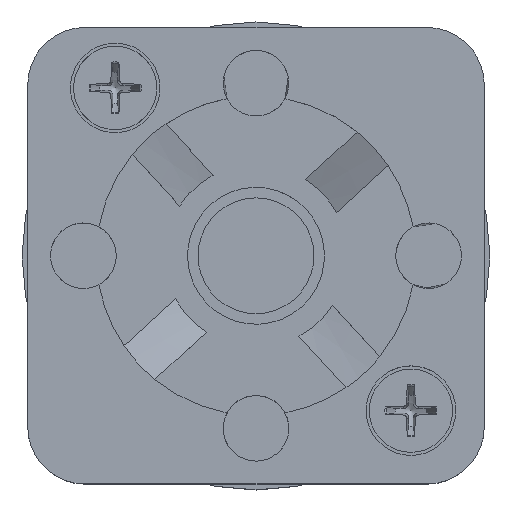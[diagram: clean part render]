
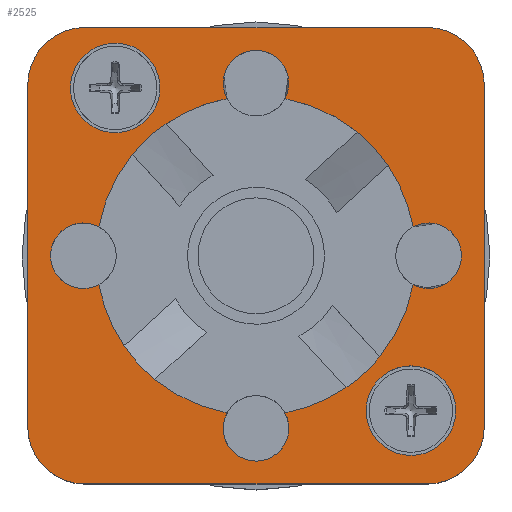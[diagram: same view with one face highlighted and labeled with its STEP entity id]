
A CAD part, top view. The second image highlights one B-rep face of the part: STEP entity #2525.
In plain terms, the highlighted planar face has unit normal (0, 0, 1).
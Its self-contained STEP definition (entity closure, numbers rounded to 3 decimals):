
#2060=CARTESIAN_POINT('',(-15.849,9.905,9.5));
#2061=VERTEX_POINT('',#2060);
#2062=CARTESIAN_POINT('',(-16.191,5.995,9.5));
#2063=DIRECTION('',(0.0,0.0,-1.0));
#2064=DIRECTION('',(0.087,0.996,0.0));
#2065=AXIS2_PLACEMENT_3D('',#2062,#2063,#2064);
#2066=CIRCLE('',#2065,3.925);
#2067=EDGE_CURVE('',#2061,#2061,#2066,.T.);
#2211=CARTESIAN_POINT('',(13.647,-22.289,9.5));
#2212=VERTEX_POINT('',#2211);
#2213=CARTESIAN_POINT('',(9.722,-22.289,9.5));
#2214=DIRECTION('',(0.0,0.0,-1.0));
#2215=DIRECTION('',(1.0,0.0,0.0));
#2216=AXIS2_PLACEMENT_3D('',#2213,#2214,#2215);
#2217=CIRCLE('',#2216,3.925);
#2218=EDGE_CURVE('',#2212,#2212,#2217,.T.);
#2253=CARTESIAN_POINT('',(-1.319,-22.482,9.5));
#2254=VERTEX_POINT('',#2253);
#2270=CARTESIAN_POINT('',(-6.388,-22.482,9.5));
#2271=VERTEX_POINT('',#2270);
#2278=CARTESIAN_POINT('',(-3.853,-23.839,9.5));
#2279=DIRECTION('',(0.0,0.0,-1.0));
#2280=DIRECTION('',(1.0,0.0,0.0));
#2281=AXIS2_PLACEMENT_3D('',#2278,#2279,#2280);
#2282=CIRCLE('',#2281,2.875);
#2283=EDGE_CURVE('',#2254,#2271,#2282,.T.);
#2308=CARTESIAN_POINT('',(-3.853,-8.714,9.5));
#2309=DIRECTION('',(0.0,0.0,1.0));
#2310=DIRECTION('',(1.0,0.0,0.0));
#2311=AXIS2_PLACEMENT_3D('',#2308,#2309,#2310);
#2312=PLANE('',#2311);
#2313=CARTESIAN_POINT('',(-18.853,11.286,9.5));
#2314=VERTEX_POINT('',#2313);
#2315=CARTESIAN_POINT('',(11.147,11.286,9.5));
#2316=VERTEX_POINT('',#2315);
#2317=CARTESIAN_POINT('',(-18.853,11.286,9.5));
#2318=DIRECTION('',(1.0,0.0,0.0));
#2319=VECTOR('',#2318,30.0);
#2320=LINE('',#2317,#2319);
#2321=EDGE_CURVE('',#2314,#2316,#2320,.T.);
#2322=ORIENTED_EDGE('',*,*,#2321,.F.);
#2323=CARTESIAN_POINT('',(-23.853,6.286,9.5));
#2324=VERTEX_POINT('',#2323);
#2325=CARTESIAN_POINT('',(-18.853,6.286,9.5));
#2326=DIRECTION('',(0.0,0.0,-1.0));
#2327=DIRECTION('',(0.0,1.0,0.0));
#2328=AXIS2_PLACEMENT_3D('',#2325,#2326,#2327);
#2329=CIRCLE('',#2328,5.);
#2330=EDGE_CURVE('',#2324,#2314,#2329,.T.);
#2331=ORIENTED_EDGE('',*,*,#2330,.F.);
#2332=CARTESIAN_POINT('',(-23.853,-23.714,9.5));
#2333=VERTEX_POINT('',#2332);
#2334=CARTESIAN_POINT('',(-23.853,-23.714,9.5));
#2335=DIRECTION('',(0.0,1.0,0.0));
#2336=VECTOR('',#2335,30.);
#2337=LINE('',#2334,#2336);
#2338=EDGE_CURVE('',#2333,#2324,#2337,.T.);
#2339=ORIENTED_EDGE('',*,*,#2338,.F.);
#2340=CARTESIAN_POINT('',(-18.853,-28.714,9.5));
#2341=VERTEX_POINT('',#2340);
#2342=CARTESIAN_POINT('',(-18.853,-23.714,9.5));
#2343=DIRECTION('',(0.0,0.0,-1.0));
#2344=DIRECTION('',(-1.0,0.0,0.0));
#2345=AXIS2_PLACEMENT_3D('',#2342,#2343,#2344);
#2346=CIRCLE('',#2345,5.);
#2347=EDGE_CURVE('',#2341,#2333,#2346,.T.);
#2348=ORIENTED_EDGE('',*,*,#2347,.F.);
#2349=CARTESIAN_POINT('',(11.147,-28.714,9.5));
#2350=VERTEX_POINT('',#2349);
#2351=CARTESIAN_POINT('',(11.147,-28.714,9.5));
#2352=DIRECTION('',(-1.0,0.0,0.0));
#2353=VECTOR('',#2352,30.);
#2354=LINE('',#2351,#2353);
#2355=EDGE_CURVE('',#2350,#2341,#2354,.T.);
#2356=ORIENTED_EDGE('',*,*,#2355,.F.);
#2357=CARTESIAN_POINT('',(16.147,-23.714,9.5));
#2358=VERTEX_POINT('',#2357);
#2359=CARTESIAN_POINT('',(11.147,-23.714,9.5));
#2360=DIRECTION('',(0.0,0.0,-1.0));
#2361=DIRECTION('',(0.0,-1.0,0.0));
#2362=AXIS2_PLACEMENT_3D('',#2359,#2360,#2361);
#2363=CIRCLE('',#2362,5.);
#2364=EDGE_CURVE('',#2358,#2350,#2363,.T.);
#2365=ORIENTED_EDGE('',*,*,#2364,.F.);
#2366=CARTESIAN_POINT('',(16.147,6.286,9.5));
#2367=VERTEX_POINT('',#2366);
#2368=CARTESIAN_POINT('',(16.147,6.286,9.5));
#2369=DIRECTION('',(0.0,-1.0,0.0));
#2370=VECTOR('',#2369,30.);
#2371=LINE('',#2368,#2370);
#2372=EDGE_CURVE('',#2367,#2358,#2371,.T.);
#2373=ORIENTED_EDGE('',*,*,#2372,.F.);
#2374=CARTESIAN_POINT('',(11.147,6.286,9.5));
#2375=DIRECTION('',(0.0,0.0,-1.0));
#2376=DIRECTION('',(1.0,0.0,0.0));
#2377=AXIS2_PLACEMENT_3D('',#2374,#2375,#2376);
#2378=CIRCLE('',#2377,5.);
#2379=EDGE_CURVE('',#2316,#2367,#2378,.T.);
#2380=ORIENTED_EDGE('',*,*,#2379,.F.);
#2381=EDGE_LOOP('',(#2322,#2331,#2339,#2348,#2356,#2365,#2373,#2380));
#2382=FACE_OUTER_BOUND('',#2381,.T.);
#2383=ORIENTED_EDGE('',*,*,#2067,.T.);
#2384=EDGE_LOOP('',(#2383));
#2385=FACE_BOUND('',#2384,.T.);
#2386=ORIENTED_EDGE('',*,*,#2218,.T.);
#2387=EDGE_LOOP('',(#2386));
#2388=FACE_BOUND('',#2387,.T.);
#2389=ORIENTED_EDGE('',*,*,#2283,.T.);
#2390=CARTESIAN_POINT('',(-12.719,-19.549,9.5));
#2391=VERTEX_POINT('',#2390);
#2392=CARTESIAN_POINT('',(-3.853,-8.714,9.5));
#2393=DIRECTION('',(0.0,0.0,-1.0));
#2394=DIRECTION('',(0.0,1.0,0.0));
#2395=AXIS2_PLACEMENT_3D('',#2392,#2393,#2394);
#2396=CIRCLE('',#2395,14.0);
#2397=EDGE_CURVE('',#2271,#2391,#2396,.T.);
#2398=ORIENTED_EDGE('',*,*,#2397,.T.);
#2399=CARTESIAN_POINT('',(-15.421,-16.599,9.5));
#2400=VERTEX_POINT('',#2399);
#2401=CARTESIAN_POINT('',(-3.853,-8.714,9.5));
#2402=DIRECTION('',(0.0,0.0,-1.0));
#2403=DIRECTION('',(0.0,1.0,0.0));
#2404=AXIS2_PLACEMENT_3D('',#2401,#2402,#2403);
#2405=CIRCLE('',#2404,14.0);
#2406=EDGE_CURVE('',#2391,#2400,#2405,.T.);
#2407=ORIENTED_EDGE('',*,*,#2406,.T.);
#2408=CARTESIAN_POINT('',(-17.622,-11.248,9.5));
#2409=VERTEX_POINT('',#2408);
#2410=CARTESIAN_POINT('',(-3.853,-8.714,9.5));
#2411=DIRECTION('',(0.0,0.0,-1.0));
#2412=DIRECTION('',(0.0,1.0,0.0));
#2413=AXIS2_PLACEMENT_3D('',#2410,#2411,#2412);
#2414=CIRCLE('',#2413,14.0);
#2415=EDGE_CURVE('',#2400,#2409,#2414,.T.);
#2416=ORIENTED_EDGE('',*,*,#2415,.T.);
#2417=CARTESIAN_POINT('',(-17.622,-6.179,9.5));
#2418=VERTEX_POINT('',#2417);
#2419=CARTESIAN_POINT('',(-18.978,-8.714,9.5));
#2420=DIRECTION('',(0.0,0.0,-1.0));
#2421=DIRECTION('',(-1.0,0.0,0.0));
#2422=AXIS2_PLACEMENT_3D('',#2419,#2420,#2421);
#2423=CIRCLE('',#2422,2.875);
#2424=EDGE_CURVE('',#2409,#2418,#2423,.T.);
#2425=ORIENTED_EDGE('',*,*,#2424,.T.);
#2426=CARTESIAN_POINT('',(-14.689,0.152,9.5));
#2427=VERTEX_POINT('',#2426);
#2428=CARTESIAN_POINT('',(-3.853,-8.714,9.5));
#2429=DIRECTION('',(0.0,0.0,-1.0));
#2430=DIRECTION('',(0.0,1.0,0.0));
#2431=AXIS2_PLACEMENT_3D('',#2428,#2429,#2430);
#2432=CIRCLE('',#2431,14.0);
#2433=EDGE_CURVE('',#2418,#2427,#2432,.T.);
#2434=ORIENTED_EDGE('',*,*,#2433,.T.);
#2435=CARTESIAN_POINT('',(-11.739,2.854,9.5));
#2436=VERTEX_POINT('',#2435);
#2437=CARTESIAN_POINT('',(-3.853,-8.714,9.5));
#2438=DIRECTION('',(0.0,0.0,-1.0));
#2439=DIRECTION('',(0.0,1.0,0.0));
#2440=AXIS2_PLACEMENT_3D('',#2437,#2438,#2439);
#2441=CIRCLE('',#2440,14.0);
#2442=EDGE_CURVE('',#2427,#2436,#2441,.T.);
#2443=ORIENTED_EDGE('',*,*,#2442,.T.);
#2444=CARTESIAN_POINT('',(-6.388,5.055,9.5));
#2445=VERTEX_POINT('',#2444);
#2446=CARTESIAN_POINT('',(-3.853,-8.714,9.5));
#2447=DIRECTION('',(0.0,0.0,-1.0));
#2448=DIRECTION('',(0.0,1.0,0.0));
#2449=AXIS2_PLACEMENT_3D('',#2446,#2447,#2448);
#2450=CIRCLE('',#2449,14.0);
#2451=EDGE_CURVE('',#2436,#2445,#2450,.T.);
#2452=ORIENTED_EDGE('',*,*,#2451,.T.);
#2453=CARTESIAN_POINT('',(-1.319,5.055,9.5));
#2454=VERTEX_POINT('',#2453);
#2455=CARTESIAN_POINT('',(-3.853,6.411,9.5));
#2456=DIRECTION('',(0.0,0.0,-1.0));
#2457=DIRECTION('',(1.0,0.0,0.0));
#2458=AXIS2_PLACEMENT_3D('',#2455,#2456,#2457);
#2459=CIRCLE('',#2458,2.875);
#2460=EDGE_CURVE('',#2445,#2454,#2459,.T.);
#2461=ORIENTED_EDGE('',*,*,#2460,.T.);
#2462=CARTESIAN_POINT('',(5.012,2.122,9.5));
#2463=VERTEX_POINT('',#2462);
#2464=CARTESIAN_POINT('',(-3.853,-8.714,9.5));
#2465=DIRECTION('',(0.0,0.0,-1.0));
#2466=DIRECTION('',(0.0,1.0,0.0));
#2467=AXIS2_PLACEMENT_3D('',#2464,#2465,#2466);
#2468=CIRCLE('',#2467,14.0);
#2469=EDGE_CURVE('',#2454,#2463,#2468,.T.);
#2470=ORIENTED_EDGE('',*,*,#2469,.T.);
#2471=CARTESIAN_POINT('',(7.714,-0.828,9.5));
#2472=VERTEX_POINT('',#2471);
#2473=CARTESIAN_POINT('',(-3.853,-8.714,9.5));
#2474=DIRECTION('',(0.0,0.0,-1.0));
#2475=DIRECTION('',(0.0,1.0,0.0));
#2476=AXIS2_PLACEMENT_3D('',#2473,#2474,#2475);
#2477=CIRCLE('',#2476,14.0);
#2478=EDGE_CURVE('',#2463,#2472,#2477,.T.);
#2479=ORIENTED_EDGE('',*,*,#2478,.T.);
#2480=CARTESIAN_POINT('',(9.915,-6.179,9.5));
#2481=VERTEX_POINT('',#2480);
#2482=CARTESIAN_POINT('',(-3.853,-8.714,9.5));
#2483=DIRECTION('',(0.0,0.0,-1.0));
#2484=DIRECTION('',(0.0,1.0,0.0));
#2485=AXIS2_PLACEMENT_3D('',#2482,#2483,#2484);
#2486=CIRCLE('',#2485,14.0);
#2487=EDGE_CURVE('',#2472,#2481,#2486,.T.);
#2488=ORIENTED_EDGE('',*,*,#2487,.T.);
#2489=CARTESIAN_POINT('',(9.915,-11.248,9.5));
#2490=VERTEX_POINT('',#2489);
#2491=CARTESIAN_POINT('',(11.272,-8.714,9.5));
#2492=DIRECTION('',(0.0,0.0,-1.0));
#2493=DIRECTION('',(1.0,0.0,0.0));
#2494=AXIS2_PLACEMENT_3D('',#2491,#2492,#2493);
#2495=CIRCLE('',#2494,2.875);
#2496=EDGE_CURVE('',#2481,#2490,#2495,.T.);
#2497=ORIENTED_EDGE('',*,*,#2496,.T.);
#2498=CARTESIAN_POINT('',(6.982,-17.579,9.5));
#2499=VERTEX_POINT('',#2498);
#2500=CARTESIAN_POINT('',(-3.853,-8.714,9.5));
#2501=DIRECTION('',(0.0,0.0,-1.0));
#2502=DIRECTION('',(0.0,1.0,0.0));
#2503=AXIS2_PLACEMENT_3D('',#2500,#2501,#2502);
#2504=CIRCLE('',#2503,14.0);
#2505=EDGE_CURVE('',#2490,#2499,#2504,.T.);
#2506=ORIENTED_EDGE('',*,*,#2505,.T.);
#2507=CARTESIAN_POINT('',(4.032,-20.281,9.5));
#2508=VERTEX_POINT('',#2507);
#2509=CARTESIAN_POINT('',(-3.853,-8.714,9.5));
#2510=DIRECTION('',(0.0,0.0,-1.0));
#2511=DIRECTION('',(0.0,1.0,0.0));
#2512=AXIS2_PLACEMENT_3D('',#2509,#2510,#2511);
#2513=CIRCLE('',#2512,14.0);
#2514=EDGE_CURVE('',#2499,#2508,#2513,.T.);
#2515=ORIENTED_EDGE('',*,*,#2514,.T.);
#2516=CARTESIAN_POINT('',(-3.853,-8.714,9.5));
#2517=DIRECTION('',(0.0,0.0,-1.0));
#2518=DIRECTION('',(0.0,1.0,0.0));
#2519=AXIS2_PLACEMENT_3D('',#2516,#2517,#2518);
#2520=CIRCLE('',#2519,14.0);
#2521=EDGE_CURVE('',#2508,#2254,#2520,.T.);
#2522=ORIENTED_EDGE('',*,*,#2521,.T.);
#2523=EDGE_LOOP('',(#2389,#2398,#2407,#2416,#2425,#2434,#2443,#2452,#2461,#2470,#2479,#2488,#2497,#2506,#2515,#2522));
#2524=FACE_BOUND('',#2523,.T.);
#2525=ADVANCED_FACE('',(#2382,#2385,#2388,#2524),#2312,.T.);
